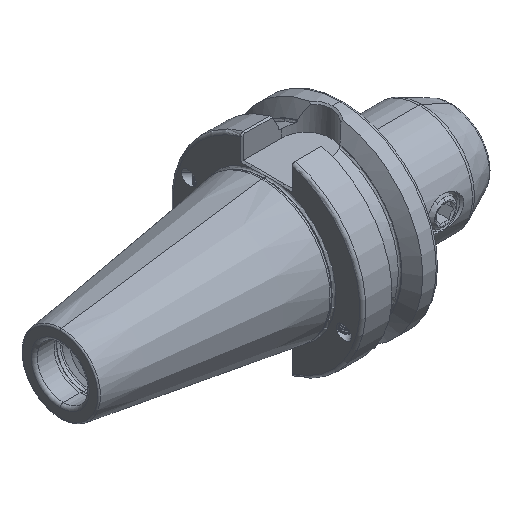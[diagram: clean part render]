
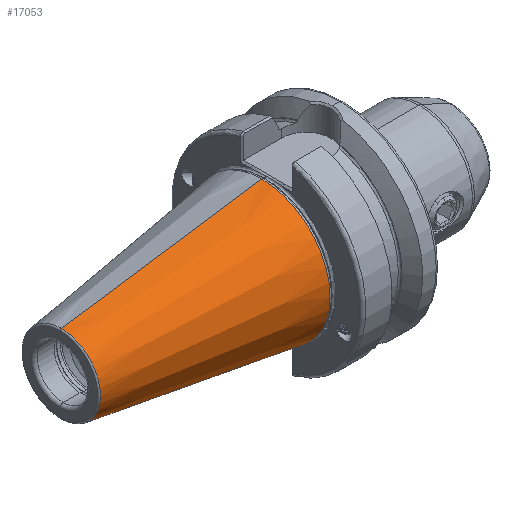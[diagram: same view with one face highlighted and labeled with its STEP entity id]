
A CAD part, isometric view. The second image highlights one B-rep face of the part: STEP entity #17053.
In plain terms, the highlighted conical face has half-angle 8.297 degrees and reference radius 22.298 mm.
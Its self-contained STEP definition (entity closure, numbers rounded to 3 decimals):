
#334 = CARTESIAN_POINT ( 'NONE',  ( -66.972, 0., 0. ) ) ;
#342 = DIRECTION ( 'NONE',  ( 1., 0., 0. ) ) ;
#350 = DIRECTION ( 'NONE',  ( 0., 0., -1. ) ) ;
#1570 = CIRCLE ( 'NONE', #14920, 22.298 ) ;
#1575 = CIRCLE ( 'NONE', #14909, 12.75 ) ;
#2022 = CONICAL_SURFACE ( 'NONE', #15096, 22.298, 0.145 ) ;
#2076 = FACE_OUTER_BOUND ( 'NONE', #18324, .T. ) ;
#2276 = VERTEX_POINT ( 'NONE', #12416 ) ;
#2302 = VERTEX_POINT ( 'NONE', #12465 ) ;
#2303 = VERTEX_POINT ( 'NONE', #12471 ) ;
#2337 = VERTEX_POINT ( 'NONE', #12450 ) ;
#5671 = CARTESIAN_POINT ( 'NONE',  ( -1.5, 0., 0. ) ) ;
#5697 = DIRECTION ( 'NONE',  ( 1., 0., 0. ) ) ;
#5727 = DIRECTION ( 'NONE',  ( 0., 0., -1. ) ) ;
#7984 = VECTOR ( 'NONE', #14725, 1000. ) ;
#7995 = LINE ( 'NONE', #14739, #7984 ) ;
#8010 = LINE ( 'NONE', #13815, #8016 ) ;
#8016 = VECTOR ( 'NONE', #13777, 1000. ) ;
#12416 = CARTESIAN_POINT ( 'NONE',  ( -1.5, 0., -22.298 ) ) ;
#12450 = CARTESIAN_POINT ( 'NONE',  ( -66.972, 0., -12.75 ) ) ;
#12465 = CARTESIAN_POINT ( 'NONE',  ( -1.5, 0., 22.298 ) ) ;
#12471 = CARTESIAN_POINT ( 'NONE',  ( -66.972, 0., 12.75 ) ) ;
#13659 = EDGE_CURVE ( 'NONE', #2303, #2337, #1575, .T. ) ;
#13711 = EDGE_CURVE ( 'NONE', #2302, #2276, #1570, .T. ) ;
#13777 = DIRECTION ( 'NONE',  ( 0.99, 0., 0.144 ) ) ;
#13815 = CARTESIAN_POINT ( 'NONE',  ( -1.5, 0., 22.298 ) ) ;
#14725 = DIRECTION ( 'NONE',  ( 0.99, 0., -0.144 ) ) ;
#14739 = CARTESIAN_POINT ( 'NONE',  ( -1.5, 0., -22.298 ) ) ;
#14909 = AXIS2_PLACEMENT_3D ( 'NONE', #334, #342, #350 ) ;
#14920 = AXIS2_PLACEMENT_3D ( 'NONE', #16911, #16923, #16940 ) ;
#15096 = AXIS2_PLACEMENT_3D ( 'NONE', #5671, #5697, #5727 ) ;
#16911 = CARTESIAN_POINT ( 'NONE',  ( -1.5, 0., 0. ) ) ;
#16923 = DIRECTION ( 'NONE',  ( 1., 0., 0. ) ) ;
#16940 = DIRECTION ( 'NONE',  ( 0., 0., -1. ) ) ;
#17053 = ADVANCED_FACE ( 'NONE', ( #2076 ), #2022, .T. ) ;
#17172 = EDGE_CURVE ( 'NONE', #2337, #2276, #7995, .T. ) ;
#17192 = EDGE_CURVE ( 'NONE', #2303, #2302, #8010, .T. ) ;
#17754 = ORIENTED_EDGE ( 'NONE', *, *, #13659, .T. ) ;
#18324 = EDGE_LOOP ( 'NONE', ( #18930, #17754, #18912, #18886 ) ) ;
#18886 = ORIENTED_EDGE ( 'NONE', *, *, #13711, .F. ) ;
#18912 = ORIENTED_EDGE ( 'NONE', *, *, #17172, .T. ) ;
#18930 = ORIENTED_EDGE ( 'NONE', *, *, #17192, .F. ) ;
